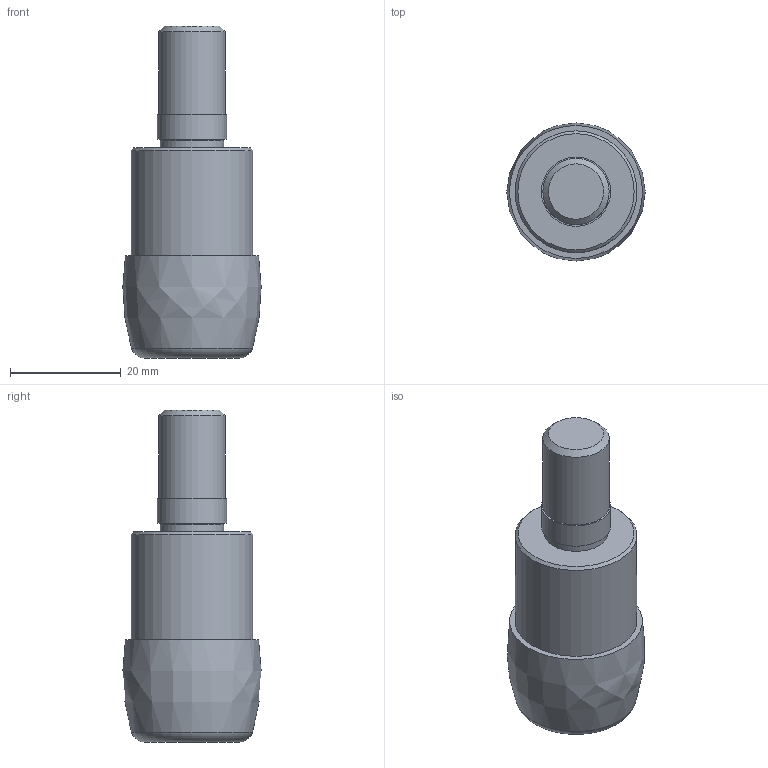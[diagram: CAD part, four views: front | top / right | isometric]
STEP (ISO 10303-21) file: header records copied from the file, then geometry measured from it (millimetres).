
FILE_DESCRIPTION(/* description */ (''),/* implementation_level */ '2;1');
FILE_NAME(/* name */ '7820085_7801494.stp',/* time_stamp */ '2020-01-14T15:21:37+09:00',/* author */ (''),/* organization */ (''),/* preprocessor_version */ 'ST-DEVELOPER v16.7',/* originating_system */ 'SIEMENS PLM Software NX 12.0',/* authorisation */ '');
FILE_SCHEMA (('AUTOMOTIVE_DESIGN { 1 0 10303 214 3 1 1 1 }'));
Length unit declared in the file: millimetre
Products named in the file (3): NOCUT_7820085_7801494; CUT_7820085_7801494; 7820085_7801494
Assembly tree (2 placements, depth 2):
  7820085_7801494
    CUT_7820085_7801494
    NOCUT_7820085_7801494
Bounding box: 25 x 25 x 60 mm (x, y, z)
Volume: 18206.5 mm3; surface area: 5099.6 mm2
Topology: 2 solids, 2 shells, 16 faces, 41 edges, 60 vertices
Faces by surface type: plane 7, cylinder 4, torus 2, cone 2, bspline 1
Full cylindrical faces by diameter (mm): 11.5 x1, 12 x1, 12.5 x1, 22 x1
Entity records: 670 total; most frequent: CARTESIAN_POINT 106, DIRECTION 98, AXIS2_PLACEMENT_3D 44, STYLED_ITEM 34, PRESENTATION_STYLE_ASSIGNMENT 34, EDGE_LOOP 28, ORIENTED_EDGE 28, FACE_BOUND 24
